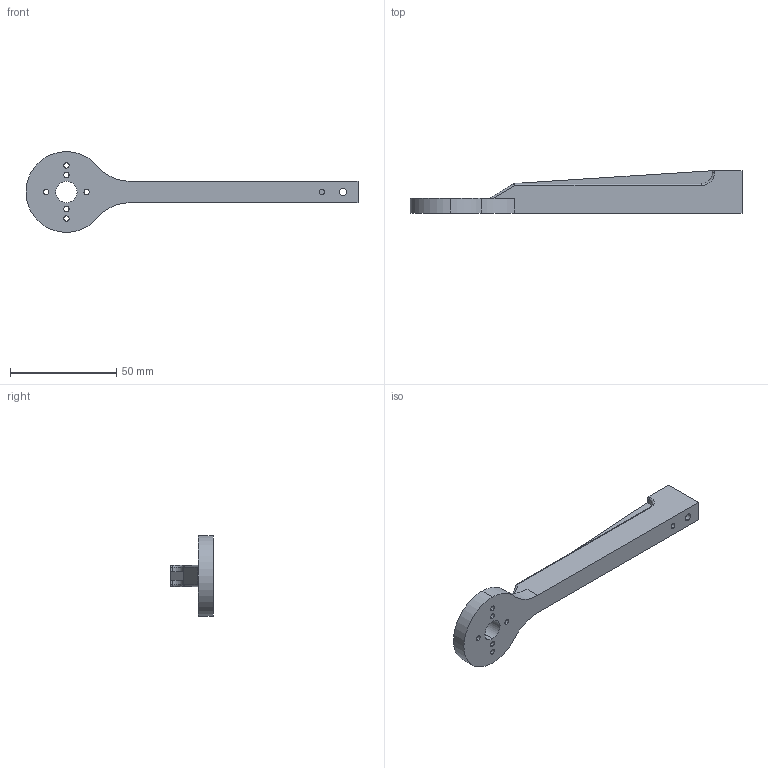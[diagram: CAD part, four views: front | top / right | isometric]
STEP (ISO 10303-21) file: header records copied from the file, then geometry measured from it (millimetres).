
FILE_DESCRIPTION (( 'STEP AP214' ), '1' );
FILE_NAME ('Propellor_bar.STEP', '2025-07-06T04:47:39', ( '' ), ( '' ), 'SwSTEP 2.0', 'SolidWorks 2025', '' );
FILE_SCHEMA (( 'AUTOMOTIVE_DESIGN' ));
Length unit declared in the file: millimetre
Products named in the file (1): Propellor_bar
Bounding box: 156 x 20 x 38 mm (x, y, z)
Volume: 25284.7 mm3; surface area: 10198.3 mm2
Topology: 1 solids, 1 shells, 52 faces, 133 edges, 84 vertices
Faces by surface type: cylinder 33, plane 15, torus 2, sphere 2
Entity records: 1647 total; most frequent: DIRECTION 299, CARTESIAN_POINT 285, ORIENTED_EDGE 266, EDGE_CURVE 133, AXIS2_PLACEMENT_3D 118, VERTEX_POINT 84, EDGE_LOOP 69, CIRCLE 65
